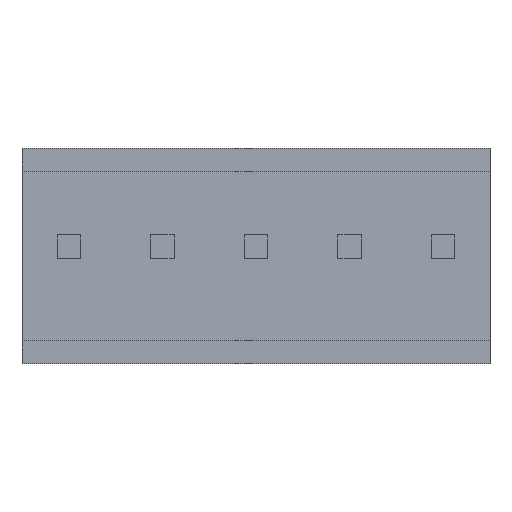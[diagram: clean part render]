
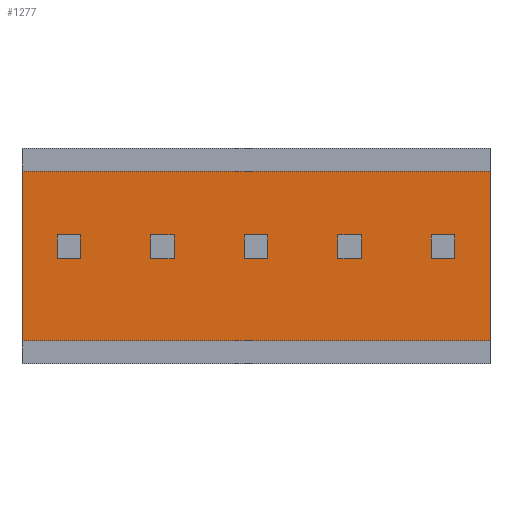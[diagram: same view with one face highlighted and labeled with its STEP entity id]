
A CAD part, front view. The second image highlights one B-rep face of the part: STEP entity #1277.
In plain terms, the highlighted planar face has unit normal (0, -1, 0).
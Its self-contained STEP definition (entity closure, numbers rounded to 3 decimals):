
#105=DIRECTION('',(0.,0.,-1.));
#106=VECTOR('',#105,4.597);
#107=CARTESIAN_POINT('',(-6.35,0.635,5.22));
#108=LINE('',#107,#106);
#189=DIRECTION('',(0.,0.,-1.));
#190=VECTOR('',#189,4.597);
#191=CARTESIAN_POINT('',(6.35,0.635,5.22));
#192=LINE('',#191,#190);
#226=DIRECTION('',(1.,0.,0.));
#227=VECTOR('',#226,12.7);
#228=CARTESIAN_POINT('',(-6.35,0.635,0.622));
#229=LINE('',#228,#227);
#230=DIRECTION('',(1.,0.,0.));
#231=VECTOR('',#230,0.635);
#232=CARTESIAN_POINT('',(4.763,0.635,3.493));
#233=LINE('',#232,#231);
#234=DIRECTION('',(0.,0.,1.));
#235=VECTOR('',#234,0.635);
#236=CARTESIAN_POINT('',(4.763,0.635,2.858));
#237=LINE('',#236,#235);
#238=DIRECTION('',(-1.,0.,0.));
#239=VECTOR('',#238,0.635);
#240=CARTESIAN_POINT('',(5.398,0.635,2.858));
#241=LINE('',#240,#239);
#242=DIRECTION('',(0.,0.,-1.));
#243=VECTOR('',#242,0.635);
#244=CARTESIAN_POINT('',(5.398,0.635,3.493));
#245=LINE('',#244,#243);
#246=DIRECTION('',(1.,0.,0.));
#247=VECTOR('',#246,0.635);
#248=CARTESIAN_POINT('',(2.223,0.635,3.493));
#249=LINE('',#248,#247);
#250=DIRECTION('',(0.,0.,1.));
#251=VECTOR('',#250,0.635);
#252=CARTESIAN_POINT('',(2.223,0.635,2.858));
#253=LINE('',#252,#251);
#254=DIRECTION('',(-1.,0.,0.));
#255=VECTOR('',#254,0.635);
#256=CARTESIAN_POINT('',(2.858,0.635,2.858));
#257=LINE('',#256,#255);
#258=DIRECTION('',(0.,0.,-1.));
#259=VECTOR('',#258,0.635);
#260=CARTESIAN_POINT('',(2.858,0.635,3.493));
#261=LINE('',#260,#259);
#262=DIRECTION('',(1.,0.,0.));
#263=VECTOR('',#262,0.635);
#264=CARTESIAN_POINT('',(-0.318,0.635,3.493));
#265=LINE('',#264,#263);
#266=DIRECTION('',(0.,0.,1.));
#267=VECTOR('',#266,0.635);
#268=CARTESIAN_POINT('',(-0.318,0.635,2.858));
#269=LINE('',#268,#267);
#270=DIRECTION('',(-1.,0.,0.));
#271=VECTOR('',#270,0.635);
#272=CARTESIAN_POINT('',(0.318,0.635,2.858));
#273=LINE('',#272,#271);
#274=DIRECTION('',(0.,0.,-1.));
#275=VECTOR('',#274,0.635);
#276=CARTESIAN_POINT('',(0.318,0.635,3.493));
#277=LINE('',#276,#275);
#278=DIRECTION('',(1.,0.,0.));
#279=VECTOR('',#278,0.635);
#280=CARTESIAN_POINT('',(-2.858,0.635,3.493));
#281=LINE('',#280,#279);
#282=DIRECTION('',(0.,0.,1.));
#283=VECTOR('',#282,0.635);
#284=CARTESIAN_POINT('',(-2.858,0.635,2.858));
#285=LINE('',#284,#283);
#286=DIRECTION('',(-1.,0.,0.));
#287=VECTOR('',#286,0.635);
#288=CARTESIAN_POINT('',(-2.223,0.635,2.858));
#289=LINE('',#288,#287);
#290=DIRECTION('',(0.,0.,-1.));
#291=VECTOR('',#290,0.635);
#292=CARTESIAN_POINT('',(-2.223,0.635,3.493));
#293=LINE('',#292,#291);
#294=DIRECTION('',(1.,0.,0.));
#295=VECTOR('',#294,12.7);
#296=CARTESIAN_POINT('',(-6.35,0.635,5.22));
#297=LINE('',#296,#295);
#298=DIRECTION('',(1.,0.,0.));
#299=VECTOR('',#298,0.635);
#300=CARTESIAN_POINT('',(-5.398,0.635,3.493));
#301=LINE('',#300,#299);
#302=DIRECTION('',(0.,0.,1.));
#303=VECTOR('',#302,0.635);
#304=CARTESIAN_POINT('',(-5.398,0.635,2.858));
#305=LINE('',#304,#303);
#306=DIRECTION('',(-1.,0.,0.));
#307=VECTOR('',#306,0.635);
#308=CARTESIAN_POINT('',(-4.763,0.635,2.858));
#309=LINE('',#308,#307);
#310=DIRECTION('',(0.,0.,-1.));
#311=VECTOR('',#310,0.635);
#312=CARTESIAN_POINT('',(-4.763,0.635,3.493));
#313=LINE('',#312,#311);
#798=CARTESIAN_POINT('',(-6.35,0.635,5.22));
#799=VERTEX_POINT('',#798);
#800=CARTESIAN_POINT('',(-6.35,0.635,0.622));
#801=VERTEX_POINT('',#800);
#818=CARTESIAN_POINT('',(6.35,0.635,5.22));
#819=VERTEX_POINT('',#818);
#820=CARTESIAN_POINT('',(6.35,0.635,0.622));
#821=VERTEX_POINT('',#820);
#850=CARTESIAN_POINT('',(-5.398,0.635,3.493));
#851=CARTESIAN_POINT('',(-4.763,0.635,3.493));
#852=VERTEX_POINT('',#850);
#853=VERTEX_POINT('',#851);
#854=CARTESIAN_POINT('',(-4.763,0.635,2.858));
#855=VERTEX_POINT('',#854);
#856=CARTESIAN_POINT('',(-5.398,0.635,2.858));
#857=VERTEX_POINT('',#856);
#882=CARTESIAN_POINT('',(-2.858,0.635,3.493));
#883=CARTESIAN_POINT('',(-2.223,0.635,3.493));
#884=VERTEX_POINT('',#882);
#885=VERTEX_POINT('',#883);
#886=CARTESIAN_POINT('',(-2.223,0.635,2.858));
#887=VERTEX_POINT('',#886);
#888=CARTESIAN_POINT('',(-2.858,0.635,2.858));
#889=VERTEX_POINT('',#888);
#914=CARTESIAN_POINT('',(-0.318,0.635,3.493));
#915=CARTESIAN_POINT('',(0.318,0.635,3.493));
#916=VERTEX_POINT('',#914);
#917=VERTEX_POINT('',#915);
#918=CARTESIAN_POINT('',(0.318,0.635,2.858));
#919=VERTEX_POINT('',#918);
#920=CARTESIAN_POINT('',(-0.318,0.635,2.858));
#921=VERTEX_POINT('',#920);
#946=CARTESIAN_POINT('',(2.223,0.635,3.493));
#947=CARTESIAN_POINT('',(2.858,0.635,3.493));
#948=VERTEX_POINT('',#946);
#949=VERTEX_POINT('',#947);
#950=CARTESIAN_POINT('',(2.858,0.635,2.858));
#951=VERTEX_POINT('',#950);
#952=CARTESIAN_POINT('',(2.223,0.635,2.858));
#953=VERTEX_POINT('',#952);
#978=CARTESIAN_POINT('',(4.763,0.635,3.493));
#979=CARTESIAN_POINT('',(5.398,0.635,3.493));
#980=VERTEX_POINT('',#978);
#981=VERTEX_POINT('',#979);
#982=CARTESIAN_POINT('',(5.398,0.635,2.858));
#983=VERTEX_POINT('',#982);
#984=CARTESIAN_POINT('',(4.763,0.635,2.858));
#985=VERTEX_POINT('',#984);
#1215=CARTESIAN_POINT('',(-6.35,0.635,5.22));
#1216=DIRECTION('',(0.,-1.,0.));
#1217=DIRECTION('',(0.,0.,-1.));
#1218=AXIS2_PLACEMENT_3D('',#1215,#1216,#1217);
#1219=PLANE('',#1218);
#1220=ORIENTED_EDGE('',*,*,#1043,.F.);
#1222=ORIENTED_EDGE('',*,*,#1221,.T.);
#1223=ORIENTED_EDGE('',*,*,#1170,.T.);
#1224=ORIENTED_EDGE('',*,*,#1208,.F.);
#1225=EDGE_LOOP('',(#1220,#1222,#1223,#1224));
#1226=FACE_OUTER_BOUND('',#1225,.F.);
#1228=ORIENTED_EDGE('',*,*,#1227,.F.);
#1230=ORIENTED_EDGE('',*,*,#1229,.F.);
#1232=ORIENTED_EDGE('',*,*,#1231,.F.);
#1234=ORIENTED_EDGE('',*,*,#1233,.F.);
#1235=EDGE_LOOP('',(#1228,#1230,#1232,#1234));
#1236=FACE_BOUND('',#1235,.F.);
#1238=ORIENTED_EDGE('',*,*,#1237,.F.);
#1240=ORIENTED_EDGE('',*,*,#1239,.F.);
#1242=ORIENTED_EDGE('',*,*,#1241,.F.);
#1244=ORIENTED_EDGE('',*,*,#1243,.F.);
#1245=EDGE_LOOP('',(#1238,#1240,#1242,#1244));
#1246=FACE_BOUND('',#1245,.F.);
#1248=ORIENTED_EDGE('',*,*,#1247,.F.);
#1250=ORIENTED_EDGE('',*,*,#1249,.F.);
#1252=ORIENTED_EDGE('',*,*,#1251,.F.);
#1254=ORIENTED_EDGE('',*,*,#1253,.F.);
#1255=EDGE_LOOP('',(#1248,#1250,#1252,#1254));
#1256=FACE_BOUND('',#1255,.F.);
#1258=ORIENTED_EDGE('',*,*,#1257,.F.);
#1260=ORIENTED_EDGE('',*,*,#1259,.F.);
#1262=ORIENTED_EDGE('',*,*,#1261,.F.);
#1264=ORIENTED_EDGE('',*,*,#1263,.F.);
#1265=EDGE_LOOP('',(#1258,#1260,#1262,#1264));
#1266=FACE_BOUND('',#1265,.F.);
#1268=ORIENTED_EDGE('',*,*,#1267,.F.);
#1270=ORIENTED_EDGE('',*,*,#1269,.F.);
#1272=ORIENTED_EDGE('',*,*,#1271,.F.);
#1274=ORIENTED_EDGE('',*,*,#1273,.F.);
#1275=EDGE_LOOP('',(#1268,#1270,#1272,#1274));
#1276=FACE_BOUND('',#1275,.F.);
#1277=ADVANCED_FACE('',(#1226,#1236,#1246,#1256,#1266,#1276),#1219,.T.);
#1043=EDGE_CURVE('',#799,#801,#108,.T.);
#1170=EDGE_CURVE('',#819,#821,#192,.T.);
#1208=EDGE_CURVE('',#801,#821,#229,.T.);
#1221=EDGE_CURVE('',#799,#819,#297,.T.);
#1227=EDGE_CURVE('',#980,#981,#233,.T.);
#1229=EDGE_CURVE('',#985,#980,#237,.T.);
#1231=EDGE_CURVE('',#983,#985,#241,.T.);
#1233=EDGE_CURVE('',#981,#983,#245,.T.);
#1237=EDGE_CURVE('',#948,#949,#249,.T.);
#1239=EDGE_CURVE('',#953,#948,#253,.T.);
#1241=EDGE_CURVE('',#951,#953,#257,.T.);
#1243=EDGE_CURVE('',#949,#951,#261,.T.);
#1247=EDGE_CURVE('',#916,#917,#265,.T.);
#1249=EDGE_CURVE('',#921,#916,#269,.T.);
#1251=EDGE_CURVE('',#919,#921,#273,.T.);
#1253=EDGE_CURVE('',#917,#919,#277,.T.);
#1257=EDGE_CURVE('',#884,#885,#281,.T.);
#1259=EDGE_CURVE('',#889,#884,#285,.T.);
#1261=EDGE_CURVE('',#887,#889,#289,.T.);
#1263=EDGE_CURVE('',#885,#887,#293,.T.);
#1267=EDGE_CURVE('',#852,#853,#301,.T.);
#1269=EDGE_CURVE('',#857,#852,#305,.T.);
#1271=EDGE_CURVE('',#855,#857,#309,.T.);
#1273=EDGE_CURVE('',#853,#855,#313,.T.);
